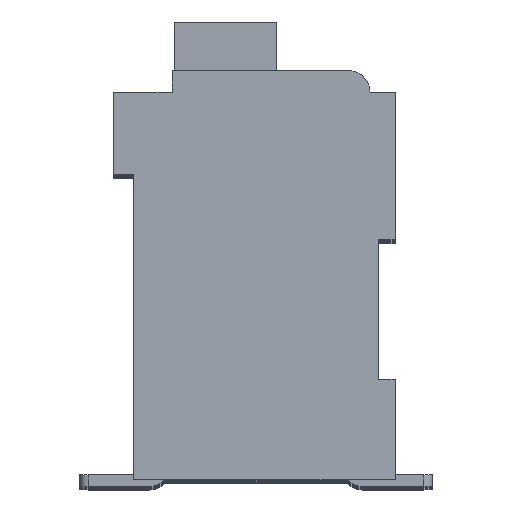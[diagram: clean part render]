
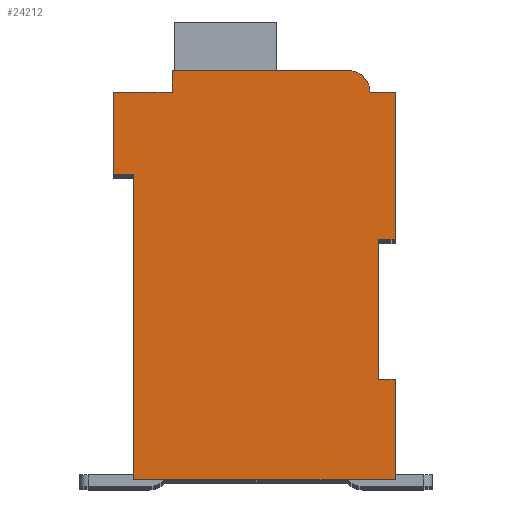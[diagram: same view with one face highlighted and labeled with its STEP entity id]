
A CAD part, top view. The second image highlights one B-rep face of the part: STEP entity #24212.
In plain terms, the highlighted planar face has unit normal (0, 0, 1).
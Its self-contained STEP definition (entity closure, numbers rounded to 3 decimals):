
#2386=DIRECTION('',(1.,0.,0.));
#2387=VECTOR('',#2386,0.5);
#2388=CARTESIAN_POINT('',(7.3,7.15,2.1));
#2389=LINE('',#2388,#2387);
#2390=DIRECTION('',(0.,1.,0.));
#2391=VECTOR('',#2390,4.15);
#2392=CARTESIAN_POINT('',(7.3,3.,2.1));
#2393=LINE('',#2392,#2391);
#2394=DIRECTION('',(-1.,0.,0.));
#2395=VECTOR('',#2394,0.5);
#2396=CARTESIAN_POINT('',(7.8,3.,2.1));
#2397=LINE('',#2396,#2395);
#2398=DIRECTION('',(0.,1.,0.));
#2399=VECTOR('',#2398,3.);
#2400=CARTESIAN_POINT('',(7.8,0.,2.1));
#2401=LINE('',#2400,#2399);
#2402=DIRECTION('',(1.,0.,0.));
#2403=VECTOR('',#2402,7.8);
#2404=CARTESIAN_POINT('',(0.,0.,2.1));
#2405=LINE('',#2404,#2403);
#2406=DIRECTION('',(0.,-1.,0.));
#2407=VECTOR('',#2406,9.1);
#2408=CARTESIAN_POINT('',(0.,9.1,2.1));
#2409=LINE('',#2408,#2407);
#2410=DIRECTION('',(1.,0.,0.));
#2411=VECTOR('',#2410,0.6);
#2412=CARTESIAN_POINT('',(-0.6,9.1,2.1));
#2413=LINE('',#2412,#2411);
#2414=DIRECTION('',(0.,-1.,0.));
#2415=VECTOR('',#2414,2.45);
#2416=CARTESIAN_POINT('',(-0.6,11.55,2.1));
#2417=LINE('',#2416,#2415);
#2418=DIRECTION('',(-1.,0.,0.));
#2419=VECTOR('',#2418,1.75);
#2420=CARTESIAN_POINT('',(1.15,11.55,2.1));
#2421=LINE('',#2420,#2419);
#2422=DIRECTION('',(0.,-1.,0.));
#2423=VECTOR('',#2422,0.65);
#2424=CARTESIAN_POINT('',(1.15,12.2,2.1));
#2425=LINE('',#2424,#2423);
#2426=DIRECTION('',(-1.,0.,0.));
#2427=VECTOR('',#2426,5.25);
#2428=CARTESIAN_POINT('',(6.4,12.2,2.1));
#2429=LINE('',#2428,#2427);
#2430=CARTESIAN_POINT('',(6.4,11.55,2.1));
#2431=DIRECTION('',(0.,0.,1.));
#2432=DIRECTION('',(1.,0.,0.));
#2433=AXIS2_PLACEMENT_3D('',#2430,#2431,#2432);
#2435=DIRECTION('',(-1.,0.,0.));
#2436=VECTOR('',#2435,0.75);
#2437=CARTESIAN_POINT('',(7.8,11.55,2.1));
#2438=LINE('',#2437,#2436);
#2439=DIRECTION('',(0.,1.,0.));
#2440=VECTOR('',#2439,4.4);
#2441=CARTESIAN_POINT('',(7.8,7.15,2.1));
#2442=LINE('',#2441,#2440);
#16843=CARTESIAN_POINT('',(7.3,7.15,2.1));
#16844=CARTESIAN_POINT('',(7.8,7.15,2.1));
#16845=VERTEX_POINT('',#16843);
#16846=VERTEX_POINT('',#16844);
#16847=CARTESIAN_POINT('',(7.8,11.55,2.1));
#16848=VERTEX_POINT('',#16847);
#16849=CARTESIAN_POINT('',(7.05,11.55,2.1));
#16850=VERTEX_POINT('',#16849);
#16851=CARTESIAN_POINT('',(6.4,12.2,2.1));
#16852=VERTEX_POINT('',#16851);
#16853=CARTESIAN_POINT('',(1.15,12.2,2.1));
#16854=VERTEX_POINT('',#16853);
#16855=CARTESIAN_POINT('',(1.15,11.55,2.1));
#16856=VERTEX_POINT('',#16855);
#16857=CARTESIAN_POINT('',(-0.6,11.55,2.1));
#16858=VERTEX_POINT('',#16857);
#16859=CARTESIAN_POINT('',(-0.6,9.1,2.1));
#16860=VERTEX_POINT('',#16859);
#16861=CARTESIAN_POINT('',(0.,9.1,2.1));
#16862=VERTEX_POINT('',#16861);
#16863=CARTESIAN_POINT('',(0.,0.,2.1));
#16864=VERTEX_POINT('',#16863);
#16865=CARTESIAN_POINT('',(7.8,0.,2.1));
#16866=VERTEX_POINT('',#16865);
#16867=CARTESIAN_POINT('',(7.8,3.,2.1));
#16868=VERTEX_POINT('',#16867);
#16869=CARTESIAN_POINT('',(7.3,3.,2.1));
#16870=VERTEX_POINT('',#16869);
#24182=CARTESIAN_POINT('',(0.,0.,2.1));
#24183=DIRECTION('',(0.,0.,1.));
#24184=DIRECTION('',(1.,0.,0.));
#24185=AXIS2_PLACEMENT_3D('',#24182,#24183,#24184);
#24186=PLANE('',#24185);
#24187=ORIENTED_EDGE('',*,*,#22100,.F.);
#24188=ORIENTED_EDGE('',*,*,#22937,.F.);
#24190=ORIENTED_EDGE('',*,*,#24189,.F.);
#24192=ORIENTED_EDGE('',*,*,#24191,.F.);
#24193=ORIENTED_EDGE('',*,*,#23401,.F.);
#24194=ORIENTED_EDGE('',*,*,#23246,.F.);
#24196=ORIENTED_EDGE('',*,*,#24195,.F.);
#24198=ORIENTED_EDGE('',*,*,#24197,.F.);
#24200=ORIENTED_EDGE('',*,*,#24199,.F.);
#24202=ORIENTED_EDGE('',*,*,#24201,.F.);
#24204=ORIENTED_EDGE('',*,*,#24203,.F.);
#24206=ORIENTED_EDGE('',*,*,#24205,.F.);
#24208=ORIENTED_EDGE('',*,*,#24207,.F.);
#24209=ORIENTED_EDGE('',*,*,#22553,.F.);
#24210=EDGE_LOOP('',(#24187,#24188,#24190,#24192,#24193,#24194,#24196,#24198,
#24200,#24202,#24204,#24206,#24208,#24209));
#24211=FACE_OUTER_BOUND('',#24210,.F.);
#2434=CIRCLE('',#2433,0.65);
#22100=EDGE_CURVE('',#16845,#16846,#2389,.T.);
#22553=EDGE_CURVE('',#16846,#16848,#2442,.T.);
#22937=EDGE_CURVE('',#16870,#16845,#2393,.T.);
#23246=EDGE_CURVE('',#16862,#16864,#2409,.T.);
#23401=EDGE_CURVE('',#16864,#16866,#2405,.T.);
#24189=EDGE_CURVE('',#16868,#16870,#2397,.T.);
#24191=EDGE_CURVE('',#16866,#16868,#2401,.T.);
#24195=EDGE_CURVE('',#16860,#16862,#2413,.T.);
#24197=EDGE_CURVE('',#16858,#16860,#2417,.T.);
#24199=EDGE_CURVE('',#16856,#16858,#2421,.T.);
#24201=EDGE_CURVE('',#16854,#16856,#2425,.T.);
#24203=EDGE_CURVE('',#16852,#16854,#2429,.T.);
#24205=EDGE_CURVE('',#16850,#16852,#2434,.T.);
#24207=EDGE_CURVE('',#16848,#16850,#2438,.T.);
#24212=ADVANCED_FACE('',(#24211),#24186,.T.);
